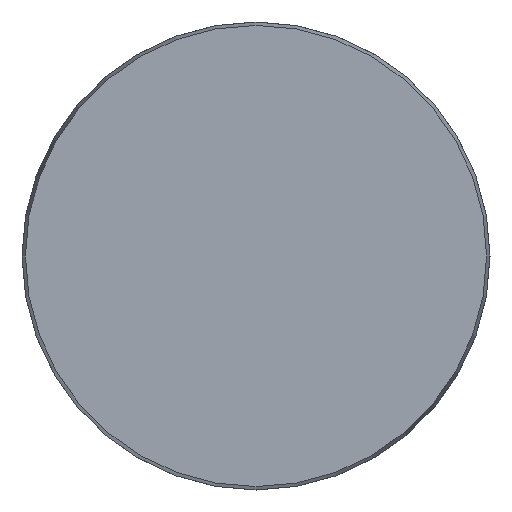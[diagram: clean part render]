
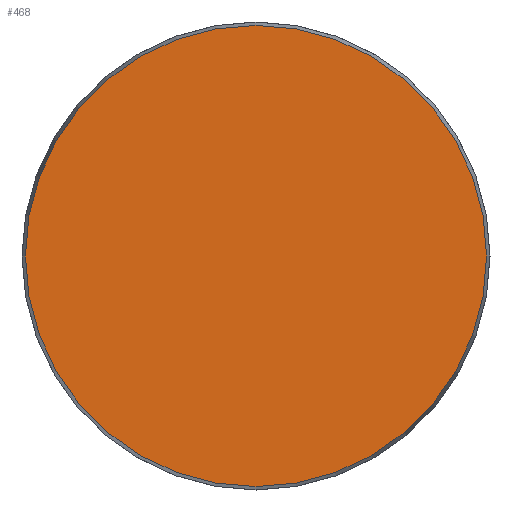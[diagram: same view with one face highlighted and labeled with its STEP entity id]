
A CAD part, front view. The second image highlights one B-rep face of the part: STEP entity #468.
In plain terms, the highlighted planar face has unit normal (0, -1, 0).
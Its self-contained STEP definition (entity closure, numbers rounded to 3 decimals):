
#40 = EDGE_LOOP ( 'NONE', ( #361 ) ) ;
#127 = FACE_OUTER_BOUND ( 'NONE', #40, .T. ) ;
#138 = EDGE_CURVE ( 'NONE', #512, #512, #510, .T. ) ;
#148 = DIRECTION ( 'NONE',  ( 0., 0., -1. ) ) ;
#164 = AXIS2_PLACEMENT_3D ( 'NONE', #546, #505, #215 ) ;
#215 = DIRECTION ( 'NONE',  ( 0., 0., 1. ) ) ;
#231 = CARTESIAN_POINT ( 'NONE',  ( 0., 0., 0. ) ) ;
#361 = ORIENTED_EDGE ( 'NONE', *, *, #138, .T. ) ;
#366 = AXIS2_PLACEMENT_3D ( 'NONE', #231, #439, #148 ) ;
#423 = CARTESIAN_POINT ( 'NONE',  ( 0., 0., -38.425 ) ) ;
#426 = PLANE ( 'NONE',  #164 ) ;
#439 = DIRECTION ( 'NONE',  ( 0., -1., 0. ) ) ;
#468 = ADVANCED_FACE ( 'NONE', ( #127 ), #426, .F. ) ;
#505 = DIRECTION ( 'NONE',  ( 0., 1., 0. ) ) ;
#510 = CIRCLE ( 'NONE', #366, 38.425 ) ;
#512 = VERTEX_POINT ( 'NONE', #423 ) ;
#546 = CARTESIAN_POINT ( 'NONE',  ( -38.425, 0., 0. ) ) ;
